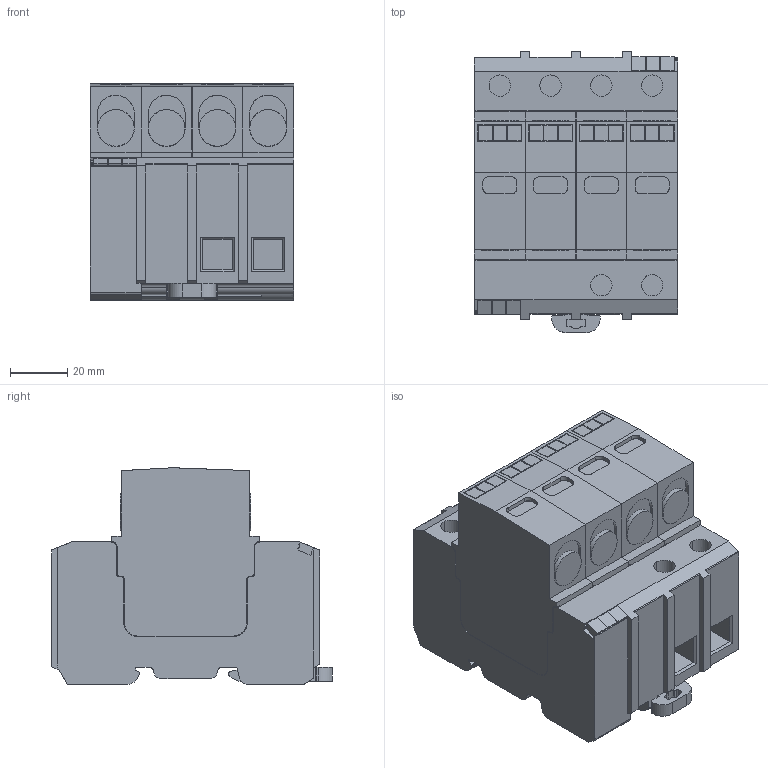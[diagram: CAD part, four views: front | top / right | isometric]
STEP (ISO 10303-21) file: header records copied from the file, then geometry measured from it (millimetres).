
FILE_DESCRIPTION(('CATIA V5 STEP Exchange','CAx-IF Rec.Pracs.--- Model Styling and Organization---1.4--- 2014-01-23'),'2;1');
FILE_NAME ('7058993_6', '2018-12-17T11:49:33+00:00', ('none'), ('Weidmueller'), 'CATIA Version 5-6 Release 2016 SP3 HF44', 'CATIA V5 STEP AP214', 'none');
FILE_SCHEMA(('AUTOMOTIVE_DESIGN { 1 0 10303 214 1 1 1 1 }'));
Length unit declared in the file: millimetre
Products named in the file (1): S3D_VPU_I_II_4_XXX
Bounding box: 71.2 x 98.5 x 75.9 mm (x, y, z)
Volume: 366175 mm3; surface area: 89200.1 mm2
Topology: 24 solids, 24 shells, 998 faces, 2735 edges, 1814 vertices
Faces by surface type: plane 679, cylinder 287, extrusion 32
Entity records: 33962 total; most frequent: CARTESIAN_POINT 8278, ORIENTED_EDGE 5470, DIRECTION 4342, EDGE_CURVE 2735, VECTOR 2119, LINE 2087, VERTEX_POINT 1814, AXIS2_PLACEMENT_3D 1332
